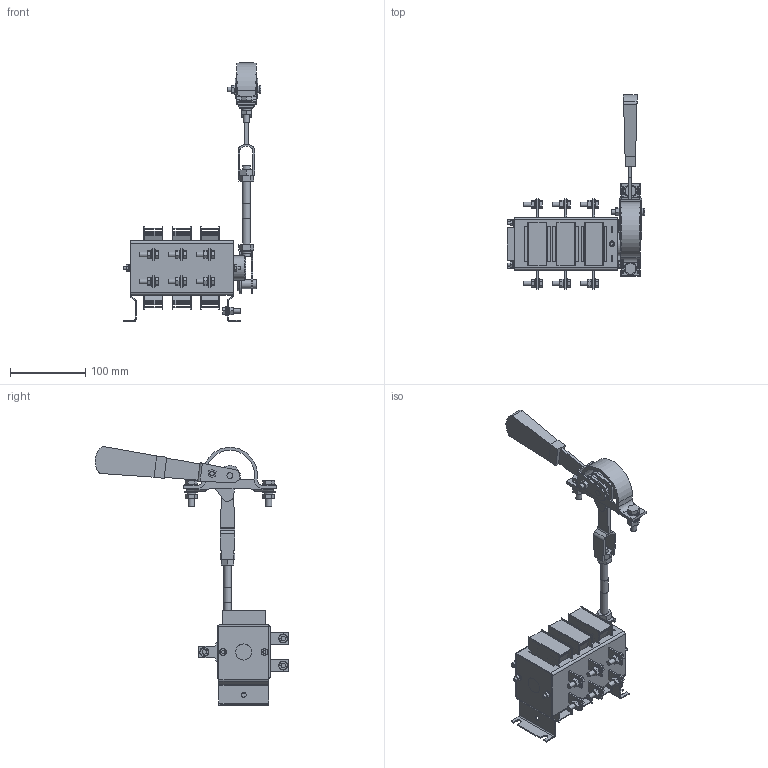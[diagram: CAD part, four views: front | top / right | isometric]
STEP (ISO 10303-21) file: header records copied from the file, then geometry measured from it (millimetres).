
FILE_DESCRIPTION (( 'STEP AP214' ), '1' );
FILE_NAME ('SRK01-221-100 Âûêëþ÷àòåëü-ðàçúåäèíèòåëü ÂÐ32È-31A71240 100À IEK.STEP', '2018-05-17T12:38:24', ( '' ), ( '' ), 'SwSTEP 2.0', 'SolidWorks 2014', '' );
FILE_SCHEMA (( 'AUTOMOTIVE_DESIGN' ));
Length unit declared in the file: millimetre
Products named in the file (1): SRK01-221-100 Âûêëþ÷àòåëü-ðàçúåäèíèòåëü ÂÐ32È-31A71240  100À IEK
Bounding box: 183.5 x 257.65 x 344.14 mm (x, y, z)
Volume: 675668.4 mm3; surface area: 330485.7 mm2
Topology: 38 solids, 39 shells, 2399 faces, 6638 edges, 4408 vertices
Faces by surface type: plane 1615, cylinder 777, torus 3, bspline 3, cone 1
Full cylindrical faces by diameter (mm): 4 x8, 4.1 x4, 6 x22, 6.2 x1, 6.3 x21, 6.5 x11, 7 x1, 7.2 x1, 8 x10, 8.2 x4, 9 x4, 9.2 x4, 9.998 x2, 10 x4, 10.6 x1, 11.364 x1, 12 x25, 12.4 x1, 12.5 x3, 15 x2, 17 x4, 18 x1, 21.3 x2, 21.5 x2, 22.3 x1, 32 x1
Entity records: 76230 total; most frequent: CARTESIAN_POINT 13748, ORIENTED_EDGE 12854, DIRECTION 12679, EDGE_CURVE 6427, LINE 4729, VECTOR 4729, VERTEX_POINT 4342, AXIS2_PLACEMENT_3D 3975
